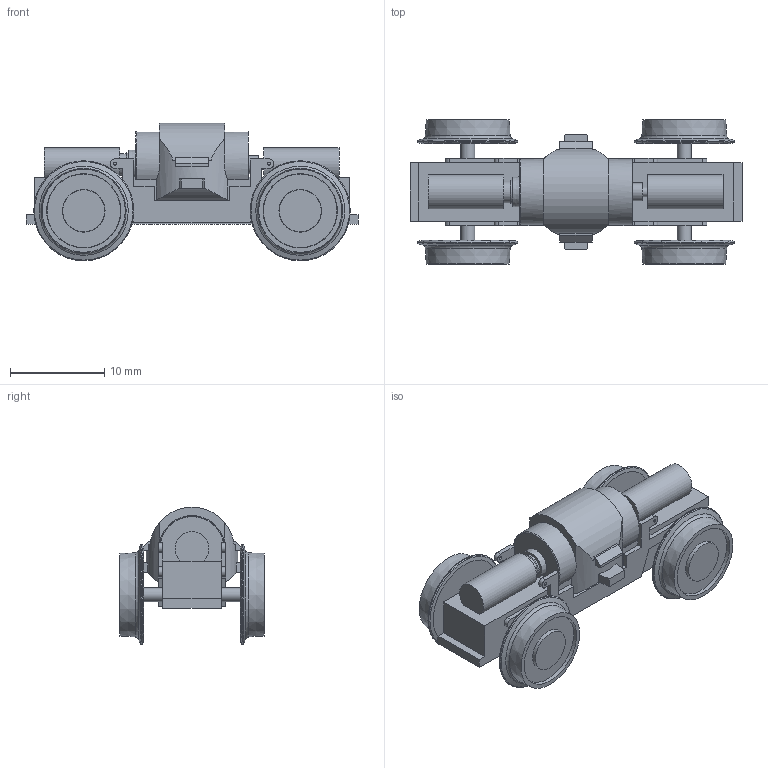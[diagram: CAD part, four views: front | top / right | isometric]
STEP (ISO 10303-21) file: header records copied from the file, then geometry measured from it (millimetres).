
FILE_DESCRIPTION( ( 'Unknown' ), '1' );
FILE_NAME( '2000 - 23,0 - H0m 9.stp', 'Unknown', ( 'Unknown' ), ( 'Unknown' ), 'XStep 1.0', 'Unknown', ' ' );
FILE_SCHEMA( ( 'automotive_design' ) );
Length unit declared in the file: millimetre
Products named in the file (1): 1
Bounding box: 35.27 x 15.3 x 14.61 mm (x, y, z)
Surface area: 2338.2 mm2 (no closed solid volume)
Topology: 0 solids, 179 shells, 179 faces, 828 edges, 779 vertices
Faces by surface type: plane 111, cylinder 33, cone 22, torus 13
Full cylindrical faces by diameter (mm): 0.3 x4, 1.006 x1, 1.5 x4, 1.9 x1, 2.3 x1, 2.485 x1, 10.624 x4
Entity records: 9610 total; most frequent: CARTESIAN_POINT 1936, DIRECTION 1328, ORIENTED_EDGE 774, EDGE_CURVE 774, VERTEX_POINT 774, LINE 516, VECTOR 516, AXIS2_PLACEMENT_3D 406
